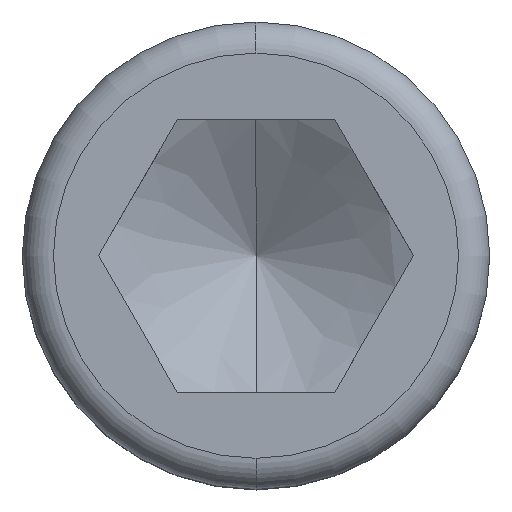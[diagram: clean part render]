
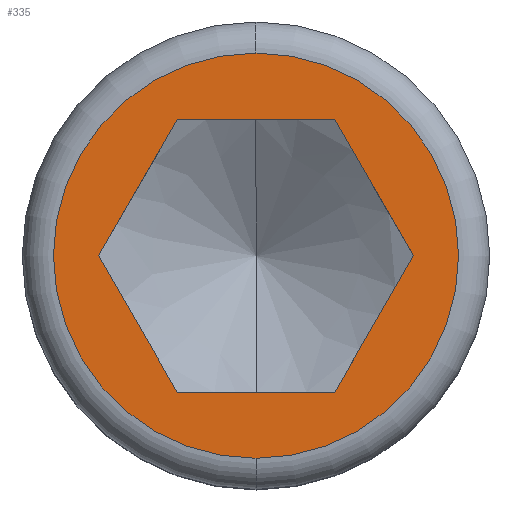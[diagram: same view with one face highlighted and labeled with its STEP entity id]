
A CAD part, top view. The second image highlights one B-rep face of the part: STEP entity #335.
In plain terms, the highlighted planar face has unit normal (0, 0, 1).
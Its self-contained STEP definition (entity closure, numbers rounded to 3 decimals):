
#149=VERTEX_POINT('',#388);
#177=EDGE_CURVE('',#189,#149,#419,.T.);
#189=VERTEX_POINT('',#432);
#201=EDGE_CURVE('',#243,#343,#444,.T.);
#223=EDGE_CURVE('',#299,#281,#470,.T.);
#227=EDGE_CURVE('',#149,#307,#474,.T.);
#243=VERTEX_POINT('',#491);
#249=EDGE_CURVE('',#343,#243,#498,.T.);
#275=EDGE_CURVE('',#281,#189,#527,.T.);
#281=VERTEX_POINT('',#535);
#285=EDGE_CURVE('',#337,#299,#539,.T.);
#299=VERTEX_POINT('',#555);
#307=VERTEX_POINT('',#564);
#323=EDGE_CURVE('',#307,#337,#581,.T.);
#335=ADVANCED_FACE('',(#594,#595),#596,.T.);
#337=VERTEX_POINT('',#598);
#343=VERTEX_POINT('',#604);
#388=CARTESIAN_POINT('',(8.085,0.0,16.));
#419=LINE('',#688,#689);
#432=CARTESIAN_POINT('',(4.043,7.002,16.));
#444=CIRCLE('',#733,10.4);
#470=LINE('',#768,#769);
#474=LINE('',#776,#777);
#491=CARTESIAN_POINT('',(0.,-10.4,16.));
#498=CIRCLE('',#818,10.4);
#527=LINE('',#863,#864);
#535=CARTESIAN_POINT('',(-4.043,7.002,16.));
#539=LINE('',#887,#888);
#555=CARTESIAN_POINT('',(-8.085,0.0,16.));
#564=CARTESIAN_POINT('',(4.043,-7.002,16.));
#581=LINE('',#956,#957);
#594=FACE_BOUND('',#972,.T.);
#595=FACE_OUTER_BOUND('',#973,.T.);
#596=PLANE('',#974);
#598=CARTESIAN_POINT('',(-4.042,-7.002,16.));
#604=CARTESIAN_POINT('',(0.,10.4,16.));
#688=CARTESIAN_POINT('',(7.074,1.75,16.));
#689=VECTOR('',#1082,1.0);
#733=AXIS2_PLACEMENT_3D('',#1100,#1101,#1102);
#768=CARTESIAN_POINT('',(-5.053,5.251,16.));
#769=VECTOR('',#1147,1.0);
#776=CARTESIAN_POINT('',(5.053,-5.251,16.));
#777=VECTOR('',#1149,1.0);
#818=AXIS2_PLACEMENT_3D('',#1179,#1180,#1181);
#863=CARTESIAN_POINT('',(2.021,7.002,16.));
#864=VECTOR('',#1210,1.0);
#887=CARTESIAN_POINT('',(-7.074,-1.75,16.));
#888=VECTOR('',#1225,1.0);
#956=CARTESIAN_POINT('',(-2.021,-7.002,16.));
#957=VECTOR('',#1260,1.0);
#972=EDGE_LOOP('',(#1272,#1273,#1274,#1275,#1276,#1277));
#973=EDGE_LOOP('',(#1278,#1279));
#974=AXIS2_PLACEMENT_3D('',#1280,#1281,#1282);
#1082=DIRECTION('',(0.5,-0.866,0.0));
#1100=CARTESIAN_POINT('',(0.,0.,16.));
#1101=DIRECTION('',(0.0,0.0,1.0));
#1102=DIRECTION('',(-1.0,0.0,0.0));
#1147=DIRECTION('',(0.5,0.866,0.0));
#1149=DIRECTION('',(-0.5,-0.866,0.0));
#1179=CARTESIAN_POINT('',(0.,0.,16.));
#1180=DIRECTION('',(0.0,0.0,1.0));
#1181=DIRECTION('',(-1.0,0.0,0.0));
#1210=DIRECTION('',(1.0,0.0,0.0));
#1225=DIRECTION('',(-0.5,0.866,0.0));
#1260=DIRECTION('',(-1.0,0.0,0.0));
#1272=ORIENTED_EDGE('',*,*,#285,.T.);
#1273=ORIENTED_EDGE('',*,*,#223,.T.);
#1274=ORIENTED_EDGE('',*,*,#275,.T.);
#1275=ORIENTED_EDGE('',*,*,#177,.T.);
#1276=ORIENTED_EDGE('',*,*,#227,.T.);
#1277=ORIENTED_EDGE('',*,*,#323,.T.);
#1278=ORIENTED_EDGE('',*,*,#201,.T.);
#1279=ORIENTED_EDGE('',*,*,#249,.T.);
#1280=CARTESIAN_POINT('',(0.,-10.043,16.));
#1281=DIRECTION('',(0.0,0.0,1.0));
#1282=DIRECTION('',(0.,-1.0,0.0));
